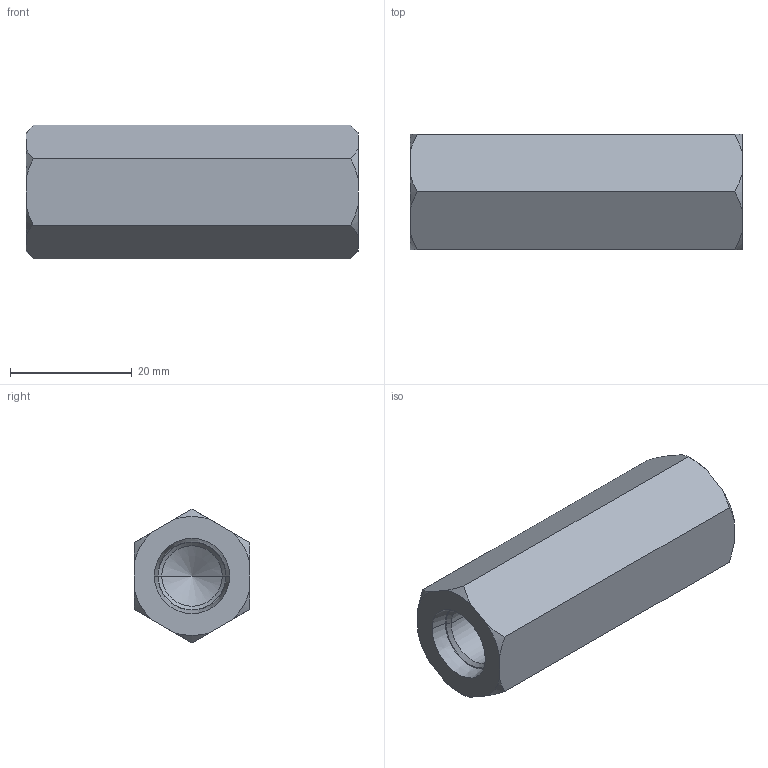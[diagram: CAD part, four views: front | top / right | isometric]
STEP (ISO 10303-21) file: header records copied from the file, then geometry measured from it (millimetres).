
FILE_DESCRIPTION((''),'2;1');
FILE_NAME('ILC70340001','2005-05-04T',('KR'),(''),'PRO/ENGINEER BY PARAMETRIC TECHNOLOGY CORPORATION, 2004290','PRO/ENGINEER BY PARAMETRIC TECHNOLOGY CORPORATION, 2004290','');
FILE_SCHEMA(('AUTOMOTIVE_DESIGN_CC2 { 1 2 10303 214 -1 1 5 2 }'));
Length unit declared in the file: inch
Products named in the file (1): ILC70340001
Bounding box: 54.61 x 19.05 x 22 mm (x, y, z)
Volume: 14639.9 mm3; surface area: 5639.4 mm2
Topology: 1 solids, 3 shells, 42 faces, 106 edges, 66 vertices
Faces by surface type: cone 24, plane 10, cylinder 8
Entity records: 1434 total; most frequent: CARTESIAN_POINT 331, DIRECTION 204, ORIENTED_EDGE 196, COLOUR_RGB 105, EDGE_CURVE 102, AXIS2_PLACEMENT_3D 83, VERTEX_POINT 66, EDGE_LOOP 46
